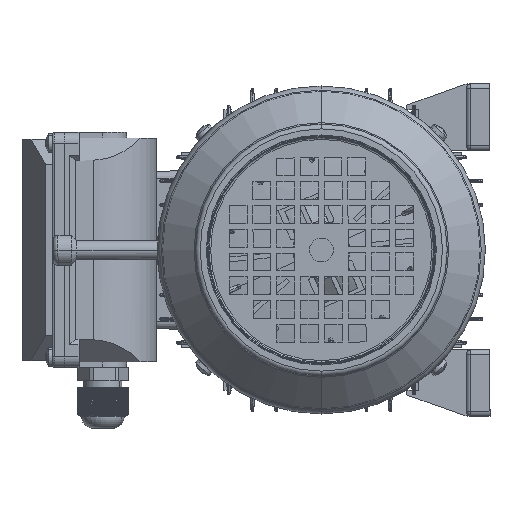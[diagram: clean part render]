
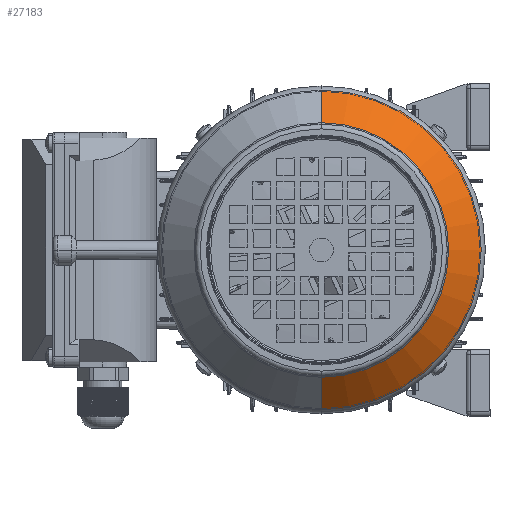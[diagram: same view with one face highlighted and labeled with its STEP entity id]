
A CAD part, left-side view. The second image highlights one B-rep face of the part: STEP entity #27183.
In plain terms, the highlighted conical face has half-angle 45 degrees and reference radius 53.586 mm.
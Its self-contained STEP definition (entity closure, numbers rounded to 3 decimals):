
#1646 = CARTESIAN_POINT ( 'NONE',  ( 124.414, 0., 0. ) ) ;
#2957 = CARTESIAN_POINT ( 'NONE',  ( 124.414, 0., 53.586 ) ) ;
#6546 = CIRCLE ( 'NONE', #88412, 53.586 ) ;
#7220 = DIRECTION ( 'NONE',  ( 0., 0., 1. ) ) ;
#9458 = CARTESIAN_POINT ( 'NONE',  ( 110.707, 0., -67.293 ) ) ;
#10668 = CARTESIAN_POINT ( 'NONE',  ( 124.414, 0., -53.586 ) ) ;
#18549 = CIRCLE ( 'NONE', #130998, 67.293 ) ;
#19969 = VECTOR ( 'NONE', #49089, 1000. ) ;
#20914 = FACE_OUTER_BOUND ( 'NONE', #136063, .T. ) ;
#21357 = DIRECTION ( 'NONE',  ( -1., 0., 0. ) ) ;
#24808 = LINE ( 'NONE', #10668, #103103 ) ;
#27183 = ADVANCED_FACE ( 'NONE', ( #20914 ), #90738, .T. ) ;
#29618 = VERTEX_POINT ( 'NONE', #134598 ) ;
#34916 = VERTEX_POINT ( 'NONE', #2957 ) ;
#35535 = CARTESIAN_POINT ( 'NONE',  ( 110.707, 0., 0. ) ) ;
#38755 = AXIS2_PLACEMENT_3D ( 'NONE', #1646, #125515, #111411 ) ;
#39200 = ORIENTED_EDGE ( 'NONE', *, *, #39754, .F. ) ;
#39754 = EDGE_CURVE ( 'NONE', #50397, #51627, #24808, .T. ) ;
#49089 = DIRECTION ( 'NONE',  ( -0.707, 0., 0.707 ) ) ;
#50397 = VERTEX_POINT ( 'NONE', #71113 ) ;
#51627 = VERTEX_POINT ( 'NONE', #9458 ) ;
#63192 = CARTESIAN_POINT ( 'NONE',  ( 124.414, 0., 53.586 ) ) ;
#67936 = DIRECTION ( 'NONE',  ( 0., 0., 1. ) ) ;
#70676 = EDGE_CURVE ( 'NONE', #50397, #34916, #6546, .T. ) ;
#71113 = CARTESIAN_POINT ( 'NONE',  ( 124.414, 0., -53.586 ) ) ;
#77312 = LINE ( 'NONE', #63192, #19969 ) ;
#82062 = DIRECTION ( 'NONE',  ( -1., 0., 0. ) ) ;
#85360 = EDGE_CURVE ( 'NONE', #51627, #29618, #18549, .T. ) ;
#88412 = AXIS2_PLACEMENT_3D ( 'NONE', #96232, #82062, #67936 ) ;
#90738 = CONICAL_SURFACE ( 'NONE', #38755, 53.586, 0.785 ) ;
#96232 = CARTESIAN_POINT ( 'NONE',  ( 124.414, 0., 0. ) ) ;
#99981 = ORIENTED_EDGE ( 'NONE', *, *, #70676, .T. ) ;
#103103 = VECTOR ( 'NONE', #134544, 1000. ) ;
#103514 = ORIENTED_EDGE ( 'NONE', *, *, #85360, .F. ) ;
#111411 = DIRECTION ( 'NONE',  ( 0., 0., 1. ) ) ;
#125515 = DIRECTION ( 'NONE',  ( -1., 0., 0. ) ) ;
#129270 = EDGE_CURVE ( 'NONE', #34916, #29618, #77312, .T. ) ;
#130998 = AXIS2_PLACEMENT_3D ( 'NONE', #35535, #21357, #7220 ) ;
#134544 = DIRECTION ( 'NONE',  ( -0.707, 0., -0.707 ) ) ;
#134598 = CARTESIAN_POINT ( 'NONE',  ( 110.707, 0., 67.293 ) ) ;
#135005 = ORIENTED_EDGE ( 'NONE', *, *, #129270, .T. ) ;
#136063 = EDGE_LOOP ( 'NONE', ( #39200, #99981, #135005, #103514 ) ) ;
